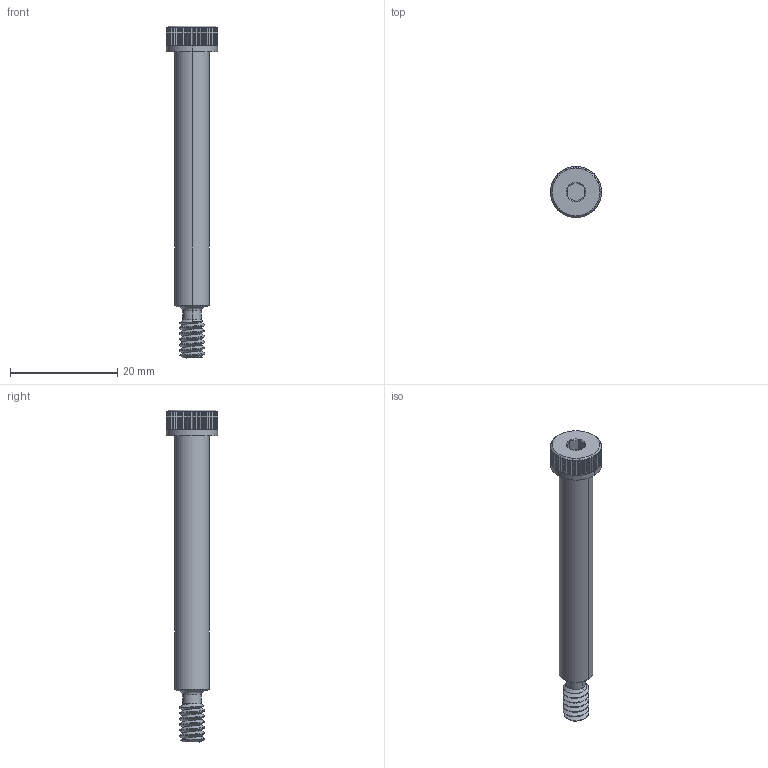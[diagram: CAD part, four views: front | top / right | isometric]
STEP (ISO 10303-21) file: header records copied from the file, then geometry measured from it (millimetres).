
FILE_DESCRIPTION (( 'STEP AP203' ), '1' );
FILE_NAME ('97345A171.step', '2013-11-19T21:47:06', ( 'Admin' ), ( 'Microsoft' ), 'SwSTEP 2.0', 'SolidWorks 2012', '' );
FILE_SCHEMA (( 'CONFIG_CONTROL_DESIGN' ));
Length unit declared in the file: inch
Products named in the file (1): 97345A171
Bounding box: 9.53 x 9.53 x 61.91 mm (x, y, z)
Volume: 1931.5 mm3; surface area: 1477.7 mm2
Topology: 1 solids, 1 shells, 352 faces, 781 edges, 434 vertices
Faces by surface type: plane 251, cylinder 79, cone 17, bspline 3, torus 2
Entity records: 10950 total; most frequent: CARTESIAN_POINT 3129, DIRECTION 1710, ORIENTED_EDGE 1562, EDGE_CURVE 781, AXIS2_PLACEMENT_3D 625, LINE 460, VECTOR 460, VERTEX_POINT 434
